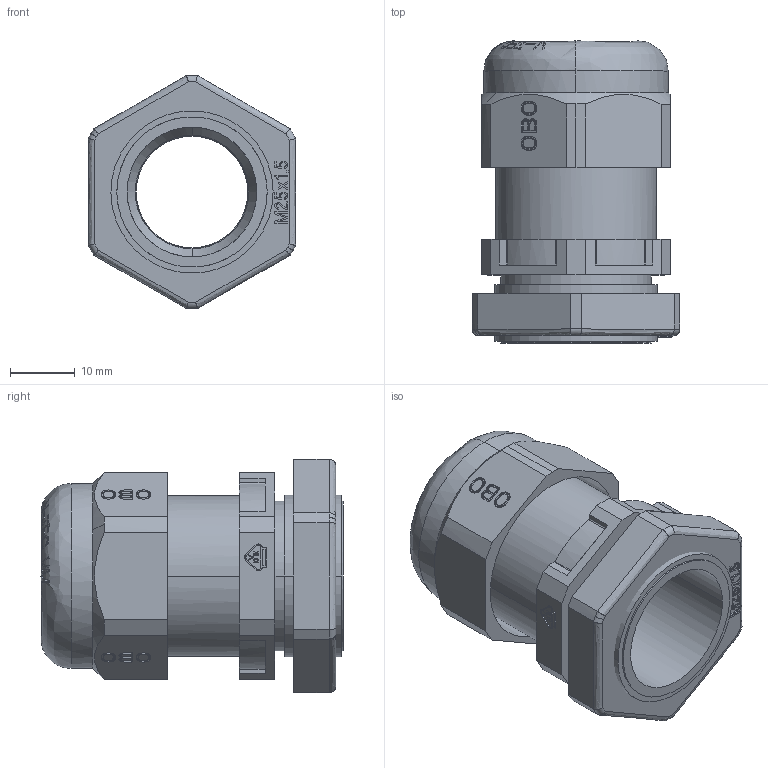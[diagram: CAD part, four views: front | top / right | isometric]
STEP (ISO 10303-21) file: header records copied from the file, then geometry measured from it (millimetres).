
FILE_DESCRIPTION(/* description */ (''),/* implementation_level */ '2;1');
FILE_NAME(/* name */ '2022766',/* time_stamp */ '2016-03-03T11:12:04+01:00',/* author */ (''),/* organization */ (''),/* preprocessor_version */ 'ST-DEVELOPER v15',/* originating_system */ '',/* authorisation */ '');
FILE_SCHEMA (('CONFIG_CONTROL_DESIGN'));
Length unit declared in the file: millimetre
Products named in the file (2): Document; 2022766
Assembly tree (1 placements, depth 2):
  Document
    2022766
Bounding box: 32 x 46.58 x 35.96 mm (x, y, z)
Volume: 13747.4 mm3; surface area: 12490.4 mm2
Topology: 3 solids, 3 shells, 856 faces, 2366 edges, 1569 vertices
Faces by surface type: plane 693, bspline 163
Entity records: 30674 total; most frequent: CARTESIAN_POINT 14993, ORIENTED_EDGE 4732, EDGE_CURVE 2366, B_SPLINE_CURVE_WITH_KNOTS 2061, VERTEX_POINT 1569, EDGE_LOOP 915, ADVANCED_FACE 856, FACE_OUTER_BOUND 856
